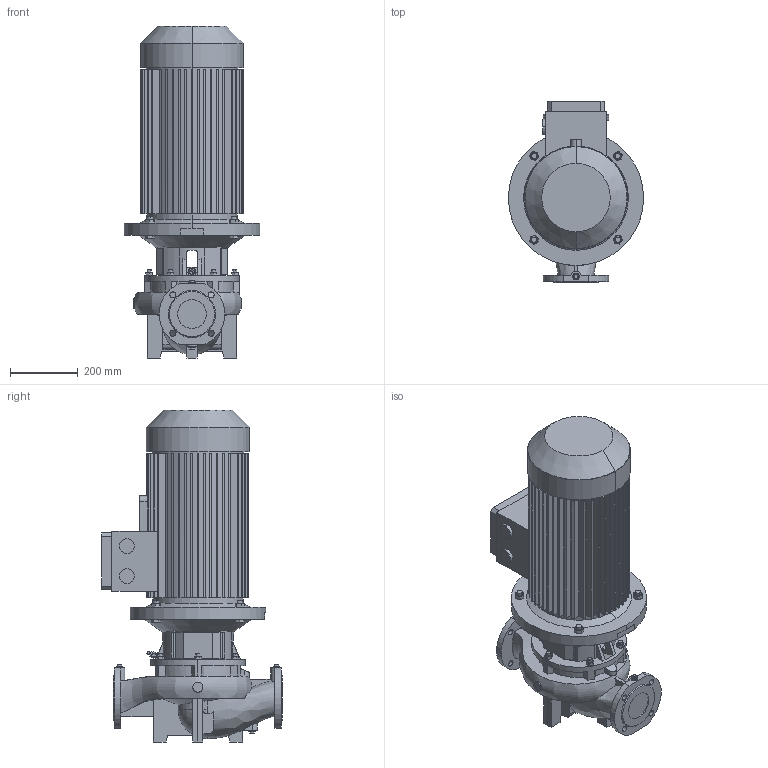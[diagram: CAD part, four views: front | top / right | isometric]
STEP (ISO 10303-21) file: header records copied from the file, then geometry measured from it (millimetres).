
FILE_DESCRIPTION (( 'STEP AP203' ), '1' );
FILE_NAME ('枅-313-000-313-016-01-16.step', '2025-02-11T17:09:16', ( 'adb' ), ( '' ), 'SwSTEP 2.0', 'SolidWorks 2016', '' );
FILE_SCHEMA (( 'CONFIG_CONTROL_DESIGN' ));
Length unit declared in the file: millimetre
Products named in the file (1): 枅-313-000-313-016-01-16
Bounding box: 400 x 535 x 982 mm (x, y, z)
Volume: 55778594.1 mm3; surface area: 2766571.7 mm2
Topology: 8 solids, 20 shells, 991 faces, 2575 edges, 1688 vertices
Faces by surface type: plane 533, cylinder 345, cone 99, bspline 9, sphere 5
Entity records: 35584 total; most frequent: CARTESIAN_POINT 10972, ORIENTED_EDGE 5146, DIRECTION 5085, EDGE_CURVE 2573, AXIS2_PLACEMENT_3D 1868, VERTEX_POINT 1688, VECTOR 1349, LINE 1349
